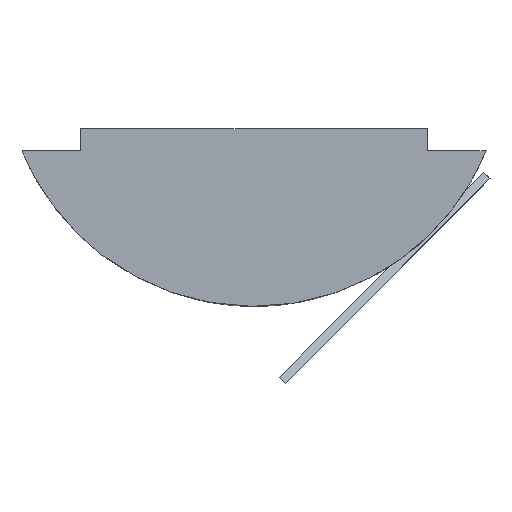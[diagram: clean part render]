
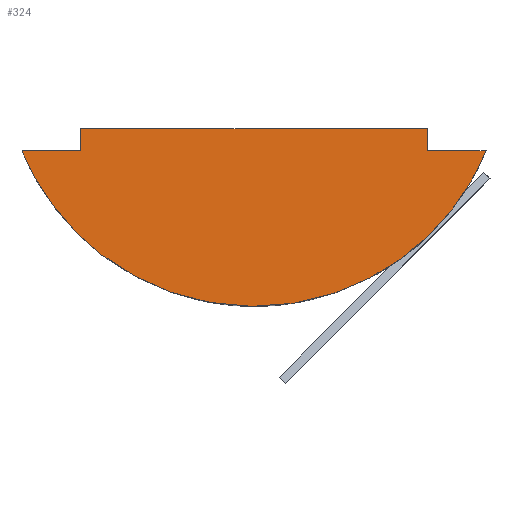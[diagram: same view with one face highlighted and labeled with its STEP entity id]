
A CAD part, left-side view. The second image highlights one B-rep face of the part: STEP entity #324.
In plain terms, the highlighted planar face has unit normal (-0.72, -0.694, 0).
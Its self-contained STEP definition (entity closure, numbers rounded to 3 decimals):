
#87 = CARTESIAN_POINT ( 'NONE',  ( -9.554, -1.5, 3.5 ) ) ;
#110 = CARTESIAN_POINT ( 'NONE',  ( -10.828, -0.178, 3.5 ) ) ;
#115 = VERTEX_POINT ( 'NONE', #110 ) ;
#116 = VERTEX_POINT ( 'NONE', #87 ) ;
#139 = VERTEX_POINT ( 'NONE', #716 ) ;
#140 = VERTEX_POINT ( 'NONE', #315 ) ;
#142 = VERTEX_POINT ( 'NONE', #314 ) ;
#146 = VERTEX_POINT ( 'NONE', #415 ) ;
#166 = AXIS2_PLACEMENT_3D ( 'NONE', #527, #528, #529 ) ;
#204 = EDGE_CURVE ( 'NONE', #115, #116, #712, .T. ) ;
#208 = EDGE_CURVE ( 'NONE', #142, #139, #700, .T. ) ;
#219 = EDGE_CURVE ( 'NONE', #115, #139, #500, .T. ) ;
#305 = EDGE_CURVE ( 'NONE', #116, #140, #676, .T. ) ;
#310 = EDGE_CURVE ( 'NONE', #146, #142, #668, .T. ) ;
#312 = EDGE_CURVE ( 'NONE', #146, #140, #664, .T. ) ;
#314 = CARTESIAN_POINT ( 'NONE',  ( -2.036, -9.3, 3.5 ) ) ;
#315 = CARTESIAN_POINT ( 'NONE',  ( -9.554, -1.5, 4. ) ) ;
#324 = ADVANCED_FACE ( 'NONE', ( #654 ), #526, .F. ) ;
#415 = CARTESIAN_POINT ( 'NONE',  ( -2.036, -9.3, 4. ) ) ;
#437 = ORIENTED_EDGE ( 'NONE', *, *, #208, .F. ) ;
#439 = ORIENTED_EDGE ( 'NONE', *, *, #219, .T. ) ;
#440 = ORIENTED_EDGE ( 'NONE', *, *, #204, .F. ) ;
#441 = ORIENTED_EDGE ( 'NONE', *, *, #305, .F. ) ;
#442 = ORIENTED_EDGE ( 'NONE', *, *, #312, .T. ) ;
#444 = ORIENTED_EDGE ( 'NONE', *, *, #310, .F. ) ;
#472 = EDGE_LOOP ( 'NONE', ( #444, #442, #441, #440, #439, #437 ) ) ;
#500 =( BOUNDED_CURVE ( )  B_SPLINE_CURVE ( 3, ( #555, #556, #557, #558 ),
 .UNSPECIFIED., .F., .T. ) 
 B_SPLINE_CURVE_WITH_KNOTS ( ( 4, 4 ),
 ( 0.39, 2.752 ),
 .UNSPECIFIED. ) 
 CURVE ( )  GEOMETRIC_REPRESENTATION_ITEM ( )  RATIONAL_B_SPLINE_CURVE ( ( 1., 0.587, 0.587, 1. ) ) 
 REPRESENTATION_ITEM ( '' )  );
#506 = CARTESIAN_POINT ( 'NONE',  ( -2.036, -9.3, 1.988 ) ) ;
#507 = DIRECTION ( 'NONE',  ( 0., 0., -1. ) ) ;
#510 = CARTESIAN_POINT ( 'NONE',  ( -0.702, -10.684, 4. ) ) ;
#511 = DIRECTION ( 'NONE',  ( -0.694, 0.72, 0. ) ) ;
#526 = PLANE ( 'NONE',  #166 ) ;
#527 = CARTESIAN_POINT ( 'NONE',  ( -0.702, -10.684, -0.024 ) ) ;
#528 = DIRECTION ( 'NONE',  ( 0.72, 0.694, 0. ) ) ;
#529 = DIRECTION ( 'NONE',  ( -0.694, 0.72, 0. ) ) ;
#555 = CARTESIAN_POINT ( 'NONE',  ( -10.828, -0.178, 3.5 ) ) ;
#556 = CARTESIAN_POINT ( 'NONE',  ( -8.655, -2.433, -1.989 ) ) ;
#557 = CARTESIAN_POINT ( 'NONE',  ( -2.936, -8.367, -1.989 ) ) ;
#558 = CARTESIAN_POINT ( 'NONE',  ( -0.762, -10.622, 3.5 ) ) ;
#563 = CARTESIAN_POINT ( 'NONE',  ( -9.554, -1.5, 1.988 ) ) ;
#564 = DIRECTION ( 'NONE',  ( 0., 0., 1. ) ) ;
#585 = CARTESIAN_POINT ( 'NONE',  ( -5.795, -5.4, 3.5 ) ) ;
#586 = DIRECTION ( 'NONE',  ( 0.694, -0.72, 0. ) ) ;
#595 = CARTESIAN_POINT ( 'NONE',  ( -5.795, -5.4, 3.5 ) ) ;
#596 = DIRECTION ( 'NONE',  ( 0.694, -0.72, 0. ) ) ;
#654 = FACE_OUTER_BOUND ( 'NONE', #472, .T. ) ;
#663 = VECTOR ( 'NONE', #511, 1000. ) ;
#664 = LINE ( 'NONE', #510, #663 ) ;
#667 = VECTOR ( 'NONE', #507, 1000. ) ;
#668 = LINE ( 'NONE', #506, #667 ) ;
#675 = VECTOR ( 'NONE', #564, 1000. ) ;
#676 = LINE ( 'NONE', #563, #675 ) ;
#698 = VECTOR ( 'NONE', #596, 1000. ) ;
#700 = LINE ( 'NONE', #595, #698 ) ;
#711 = VECTOR ( 'NONE', #586, 1000. ) ;
#712 = LINE ( 'NONE', #585, #711 ) ;
#716 = CARTESIAN_POINT ( 'NONE',  ( -0.762, -10.622, 3.5 ) ) ;
